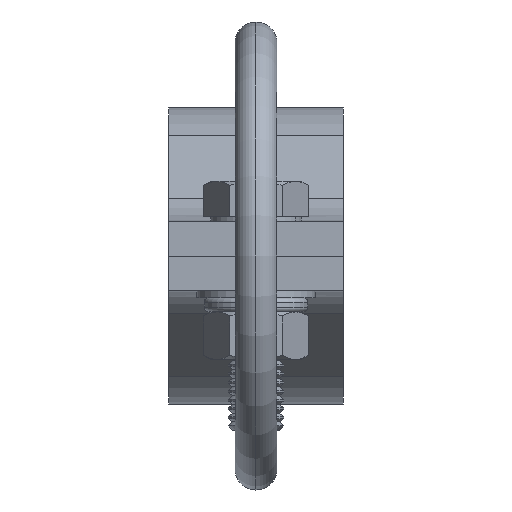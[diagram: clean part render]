
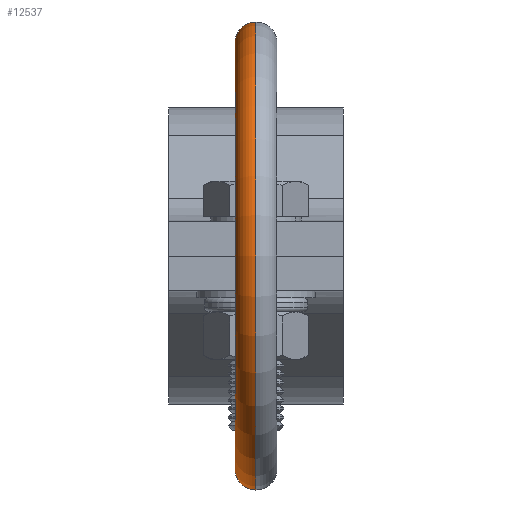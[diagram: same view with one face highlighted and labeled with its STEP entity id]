
A CAD part, left-side view. The second image highlights one B-rep face of the part: STEP entity #12537.
In plain terms, the highlighted toroidal (fillet/blend) face has major radius 30.5 mm and minor radius 3 mm.
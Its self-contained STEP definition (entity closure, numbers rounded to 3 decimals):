
#23 = CARTESIAN_POINT ( 'NONE',  ( 0., 30.5, 0. ) ) ;
#53 = VERTEX_POINT ( 'NONE', #9491 ) ;
#885 = FACE_OUTER_BOUND ( 'NONE', #7695, .T. ) ;
#1018 = EDGE_CURVE ( 'NONE', #8163, #14184, #11498, .T. ) ;
#1148 = DIRECTION ( 'NONE',  ( 0., 0., -1. ) ) ;
#1503 = AXIS2_PLACEMENT_3D ( 'NONE', #18645, #1148, #5977 ) ;
#2785 = DIRECTION ( 'NONE',  ( 0., -1., 0. ) ) ;
#3306 = ORIENTED_EDGE ( 'NONE', *, *, #7889, .T. ) ;
#4323 = CARTESIAN_POINT ( 'NONE',  ( 0., 30.5, 0. ) ) ;
#4543 = CARTESIAN_POINT ( 'NONE',  ( -27.5, 30.5, 0. ) ) ;
#4909 = ORIENTED_EDGE ( 'NONE', *, *, #15238, .T. ) ;
#5289 = CARTESIAN_POINT ( 'NONE',  ( 27.5, 30.5, 0. ) ) ;
#5654 = ORIENTED_EDGE ( 'NONE', *, *, #19899, .F. ) ;
#5834 = ORIENTED_EDGE ( 'NONE', *, *, #1018, .F. ) ;
#5926 = DIRECTION ( 'NONE',  ( -1., 0., 0. ) ) ;
#5977 = DIRECTION ( 'NONE',  ( -1., 0., 0. ) ) ;
#6322 = DIRECTION ( 'NONE',  ( -1., 0., 0. ) ) ;
#7695 = EDGE_LOOP ( 'NONE', ( #5654, #4909, #3306, #5834 ) ) ;
#7889 = EDGE_CURVE ( 'NONE', #53, #14184, #17782, .T. ) ;
#8049 = CARTESIAN_POINT ( 'NONE',  ( -33.5, 30.5, 0. ) ) ;
#8163 = VERTEX_POINT ( 'NONE', #4543 ) ;
#9458 = CIRCLE ( 'NONE', #10982, 3. ) ;
#9491 = CARTESIAN_POINT ( 'NONE',  ( 33.5, 30.5, 0. ) ) ;
#10982 = AXIS2_PLACEMENT_3D ( 'NONE', #15263, #2785, #18660 ) ;
#11498 = CIRCLE ( 'NONE', #18609, 27.5 ) ;
#11827 = CIRCLE ( 'NONE', #1503, 33.5 ) ;
#12537 = ADVANCED_FACE ( 'NONE', ( #885 ), #20440, .T. ) ;
#12709 = DIRECTION ( 'NONE',  ( 0., 1., 0. ) ) ;
#14184 = VERTEX_POINT ( 'NONE', #5289 ) ;
#15238 = EDGE_CURVE ( 'NONE', #17220, #53, #11827, .T. ) ;
#15263 = CARTESIAN_POINT ( 'NONE',  ( -30.5, 30.5, 0. ) ) ;
#15418 = AXIS2_PLACEMENT_3D ( 'NONE', #4323, #15550, #5926 ) ;
#15550 = DIRECTION ( 'NONE',  ( 0., 0., -1. ) ) ;
#17220 = VERTEX_POINT ( 'NONE', #8049 ) ;
#17782 = CIRCLE ( 'NONE', #18411, 3. ) ;
#17858 = DIRECTION ( 'NONE',  ( -1., 0., 0. ) ) ;
#18411 = AXIS2_PLACEMENT_3D ( 'NONE', #19126, #12709, #6322 ) ;
#18609 = AXIS2_PLACEMENT_3D ( 'NONE', #23, #19342, #17858 ) ;
#18645 = CARTESIAN_POINT ( 'NONE',  ( 0., 30.5, 0. ) ) ;
#18660 = DIRECTION ( 'NONE',  ( 0., 0., -1. ) ) ;
#19126 = CARTESIAN_POINT ( 'NONE',  ( 30.5, 30.5, 0. ) ) ;
#19342 = DIRECTION ( 'NONE',  ( 0., 0., -1. ) ) ;
#19899 = EDGE_CURVE ( 'NONE', #17220, #8163, #9458, .T. ) ;
#20440 = TOROIDAL_SURFACE ( 'NONE', #15418, 30.5, 3. ) ;
